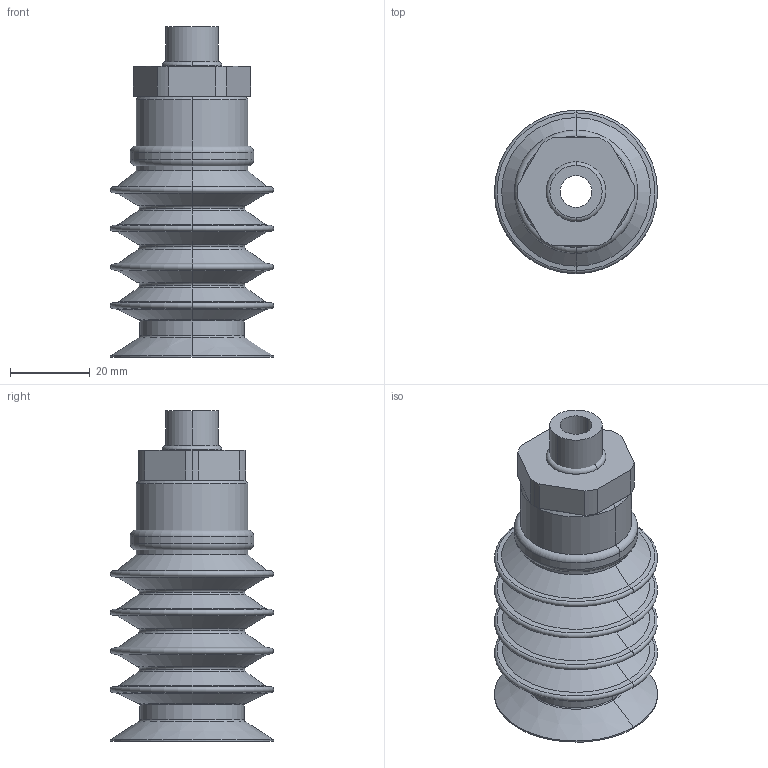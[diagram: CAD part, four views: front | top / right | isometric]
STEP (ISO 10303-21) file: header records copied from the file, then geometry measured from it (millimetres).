
FILE_DESCRIPTION (( 'STEP AP203' ), '1' );
FILE_NAME ('10.01.06.03526.step', '2021-04-14T12:33:19', ( '' ), ( '' ), 'SwSTEP 2.0', 'SolidWorks 2021', '' );
FILE_SCHEMA (( 'CONFIG_CONTROL_DESIGN' ));
Length unit declared in the file: millimetre
Products named in the file (1): 10.01.06.03526
Bounding box: 41 x 41 x 83.1 mm (x, y, z)
Volume: 35126.7 mm3; surface area: 22115.3 mm2
Topology: 3 solids, 3 shells, 128 faces, 267 edges, 150 vertices
Faces by surface type: cone 42, cylinder 37, torus 32, plane 17
Entity records: 3474 total; most frequent: DIRECTION 695, CARTESIAN_POINT 546, ORIENTED_EDGE 534, AXIS2_PLACEMENT_3D 299, EDGE_CURVE 267, CIRCLE 170, VERTEX_POINT 150, EDGE_LOOP 139
